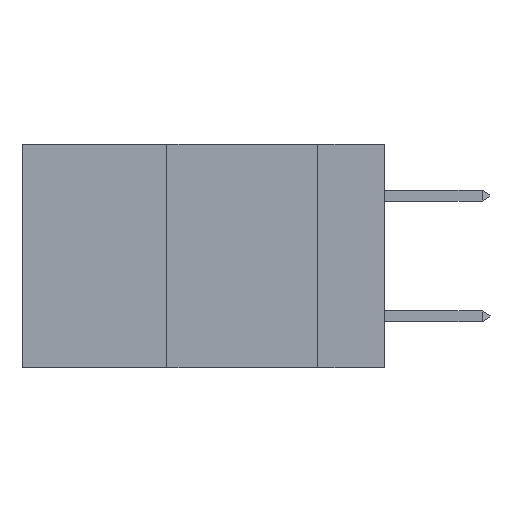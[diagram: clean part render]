
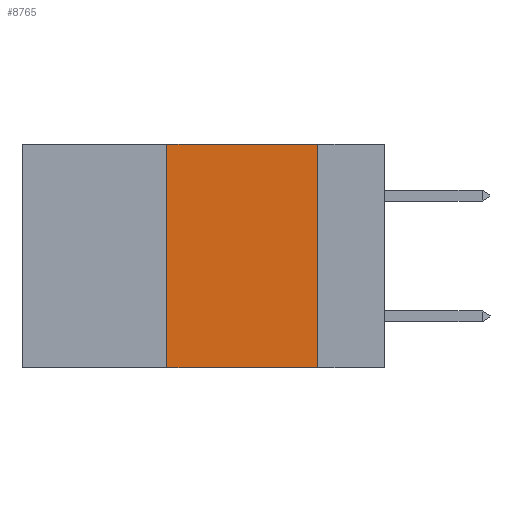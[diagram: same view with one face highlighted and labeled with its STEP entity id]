
A CAD part, left-side view. The second image highlights one B-rep face of the part: STEP entity #8765.
In plain terms, the highlighted planar face has unit normal (-1, 0, 0).
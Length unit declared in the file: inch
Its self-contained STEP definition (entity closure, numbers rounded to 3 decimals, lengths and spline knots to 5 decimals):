
#85 = EDGE_CURVE ( 'NONE', #18006, #26816, #33518, .T. ) ;
#719 = DIRECTION ( 'NONE',  ( 0., -1., 0. ) ) ;
#895 = CARTESIAN_POINT ( 'NONE',  ( 0., 0.6, 0. ) ) ;
#1169 = CARTESIAN_POINT ( 'NONE',  ( 0., 0.36, 0. ) ) ;
#1551 = EDGE_CURVE ( 'NONE', #33235, #27278, #28093, .T. ) ;
#2218 = PLANE ( 'NONE',  #16967 ) ;
#2239 = CARTESIAN_POINT ( 'NONE',  ( 0., 0.11, -0.37 ) ) ;
#2484 = EDGE_CURVE ( 'NONE', #18006, #27278, #3423, .T. ) ;
#2716 = ORIENTED_EDGE ( 'NONE', *, *, #85, .F. ) ;
#3423 = LINE ( 'NONE', #14203, #11512 ) ;
#6182 = CARTESIAN_POINT ( 'NONE',  ( 0., 0.11, 0. ) ) ;
#6825 = CARTESIAN_POINT ( 'NONE',  ( 0., 0.11, 0. ) ) ;
#7899 = CARTESIAN_POINT ( 'NONE',  ( 0., 0.6, 0. ) ) ;
#8765 = ADVANCED_FACE ( 'NONE', ( #23994 ), #2218, .F. ) ;
#8970 = VECTOR ( 'NONE', #27752, 39.37008 ) ;
#11512 = VECTOR ( 'NONE', #27836, 39.37008 ) ;
#12994 = ORIENTED_EDGE ( 'NONE', *, *, #30865, .F. ) ;
#12997 = DIRECTION ( 'NONE',  ( 0., 0., -1. ) ) ;
#13159 = EDGE_LOOP ( 'NONE', ( #13310, #12994, #2716, #14793 ) ) ;
#13310 = ORIENTED_EDGE ( 'NONE', *, *, #1551, .F. ) ;
#14203 = CARTESIAN_POINT ( 'NONE',  ( 0., 0.6, -0.37 ) ) ;
#14793 = ORIENTED_EDGE ( 'NONE', *, *, #2484, .T. ) ;
#16622 = LINE ( 'NONE', #895, #27301 ) ;
#16967 = AXIS2_PLACEMENT_3D ( 'NONE', #7899, #18116, #12997 ) ;
#18006 = VERTEX_POINT ( 'NONE', #19081 ) ;
#18116 = DIRECTION ( 'NONE',  ( 1., 0., 0. ) ) ;
#19081 = CARTESIAN_POINT ( 'NONE',  ( 0., 0.36, -0.37 ) ) ;
#19539 = VECTOR ( 'NONE', #27717, 39.37008 ) ;
#20554 = CARTESIAN_POINT ( 'NONE',  ( 0., 0.36, 0. ) ) ;
#23994 = FACE_OUTER_BOUND ( 'NONE', #13159, .T. ) ;
#26816 = VERTEX_POINT ( 'NONE', #20554 ) ;
#27278 = VERTEX_POINT ( 'NONE', #2239 ) ;
#27301 = VECTOR ( 'NONE', #719, 39.37008 ) ;
#27717 = DIRECTION ( 'NONE',  ( 0., 0., 1. ) ) ;
#27752 = DIRECTION ( 'NONE',  ( 0., 0., -1. ) ) ;
#27836 = DIRECTION ( 'NONE',  ( 0., -1., 0. ) ) ;
#28093 = LINE ( 'NONE', #6182, #8970 ) ;
#30865 = EDGE_CURVE ( 'NONE', #26816, #33235, #16622, .T. ) ;
#33235 = VERTEX_POINT ( 'NONE', #6825 ) ;
#33518 = LINE ( 'NONE', #1169, #19539 ) ;
